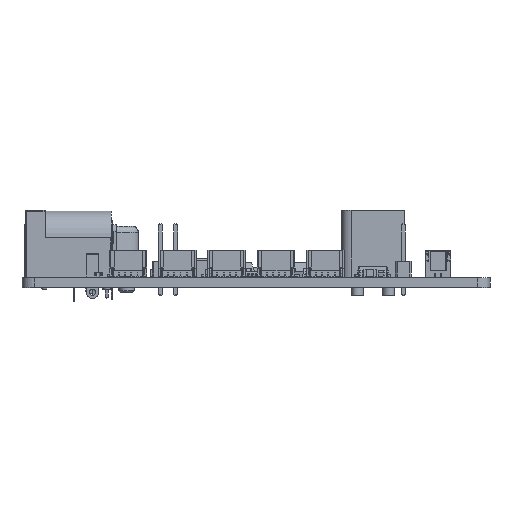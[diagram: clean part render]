
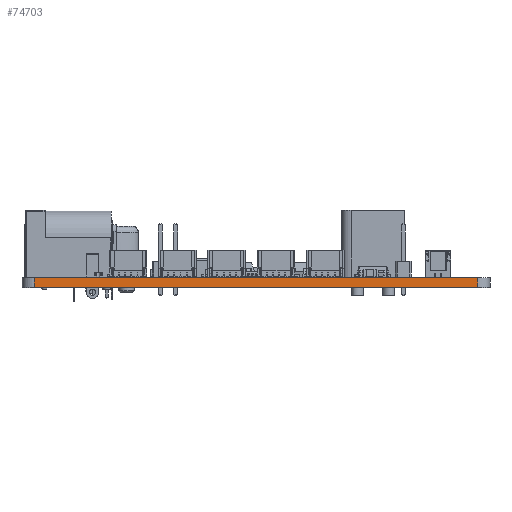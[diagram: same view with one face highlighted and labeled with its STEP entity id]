
A CAD part, left-side view. The second image highlights one B-rep face of the part: STEP entity #74703.
In plain terms, the highlighted planar face has unit normal (-1, 0, 0).
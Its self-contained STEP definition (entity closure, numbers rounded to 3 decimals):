
#73122 = VERTEX_POINT('',#73123);
#73123 = CARTESIAN_POINT('',(15.5,-21.8,0.));
#73130 = EDGE_CURVE('',#73131,#73122,#73133,.T.);
#73131 = VERTEX_POINT('',#73132);
#73132 = CARTESIAN_POINT('',(15.5,-92.8,0.));
#73133 = LINE('',#73134,#73135);
#73134 = CARTESIAN_POINT('',(15.5,-92.8,0.));
#73135 = VECTOR('',#73136,1.);
#73136 = DIRECTION('',(0.,1.,0.));
#73899 = VERTEX_POINT('',#73900);
#73900 = CARTESIAN_POINT('',(15.5,-21.8,1.6));
#73907 = EDGE_CURVE('',#73908,#73899,#73910,.T.);
#73908 = VERTEX_POINT('',#73909);
#73909 = CARTESIAN_POINT('',(15.5,-92.8,1.6));
#73910 = LINE('',#73911,#73912);
#73911 = CARTESIAN_POINT('',(15.5,-92.8,1.6));
#73912 = VECTOR('',#73913,1.);
#73913 = DIRECTION('',(0.,1.,0.));
#74673 = EDGE_CURVE('',#73122,#73899,#74674,.T.);
#74674 = LINE('',#74675,#74676);
#74675 = CARTESIAN_POINT('',(15.5,-21.8,0.));
#74676 = VECTOR('',#74677,1.);
#74677 = DIRECTION('',(0.,0.,1.));
#74703 = ADVANCED_FACE('',(#74704),#74715,.T.);
#74704 = FACE_BOUND('',#74705,.T.);
#74705 = EDGE_LOOP('',(#74706,#74712,#74713,#74714));
#74706 = ORIENTED_EDGE('',*,*,#74707,.T.);
#74707 = EDGE_CURVE('',#73131,#73908,#74708,.T.);
#74708 = LINE('',#74709,#74710);
#74709 = CARTESIAN_POINT('',(15.5,-92.8,0.));
#74710 = VECTOR('',#74711,1.);
#74711 = DIRECTION('',(0.,0.,1.));
#74712 = ORIENTED_EDGE('',*,*,#73907,.T.);
#74713 = ORIENTED_EDGE('',*,*,#74673,.F.);
#74714 = ORIENTED_EDGE('',*,*,#73130,.F.);
#74715 = PLANE('',#74716);
#74716 = AXIS2_PLACEMENT_3D('',#74717,#74718,#74719);
#74717 = CARTESIAN_POINT('',(15.5,-92.8,0.));
#74718 = DIRECTION('',(-1.,0.,0.));
#74719 = DIRECTION('',(0.,1.,0.));
